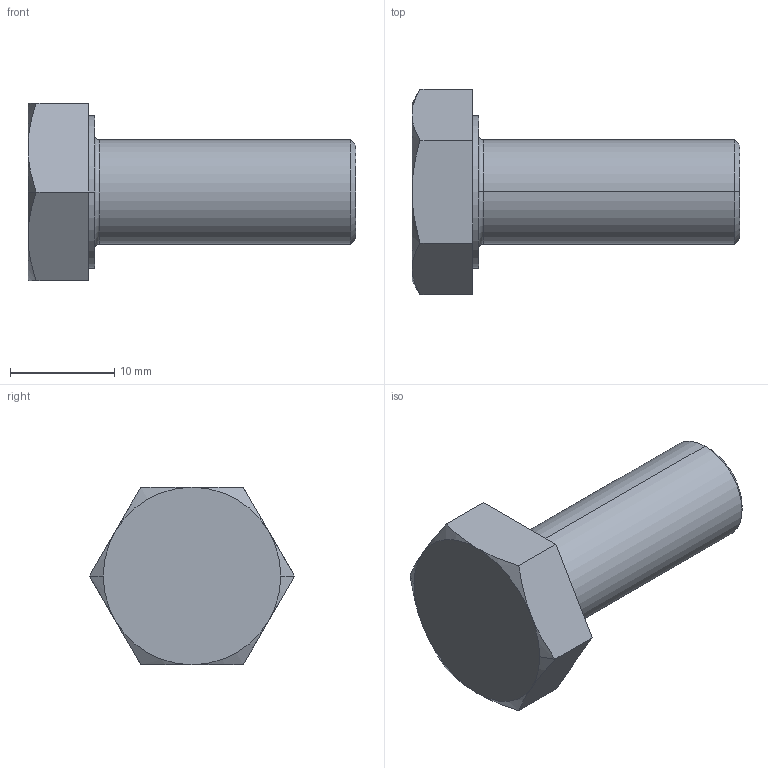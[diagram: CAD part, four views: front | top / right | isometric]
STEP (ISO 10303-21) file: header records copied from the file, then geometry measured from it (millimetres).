
FILE_DESCRIPTION(('HOOPS Exchange Step'),'2;1');
FILE_NAME('export-5448314D-89CC-42C8-80A1-84E4DDBDDBD7.stp','2022-10-18T11:38:03+02:00',('User'),('Alibre'),'HOOPS Exchange 2021.0','Alibre','Unknown authorisation');
FILE_SCHEMA( ('AP242_MANAGED_MODEL_BASED_3D_ENGINEERING_MIM_LF {1 0 10303 442 1 1 4 }') );
Length unit declared in the file: millimetre
Products named in the file (1): 6088 M10x25 Bolt Hexagonal DIN-933
Bounding box: 31.4 x 19.63 x 17 mm (x, y, z)
Volume: 3508 mm3; surface area: 1628.5 mm2
Topology: 1 solids, 1 shells, 26 faces, 54 edges, 32 vertices
Faces by surface type: cone 10, plane 10, cylinder 4, torus 2
Entity records: 711 total; most frequent: CARTESIAN_POINT 138, DIRECTION 120, ORIENTED_EDGE 108, EDGE_CURVE 54, AXIS2_PLACEMENT_3D 50, VERTEX_POINT 32, EDGE_LOOP 28, FACE_BOUND 28
